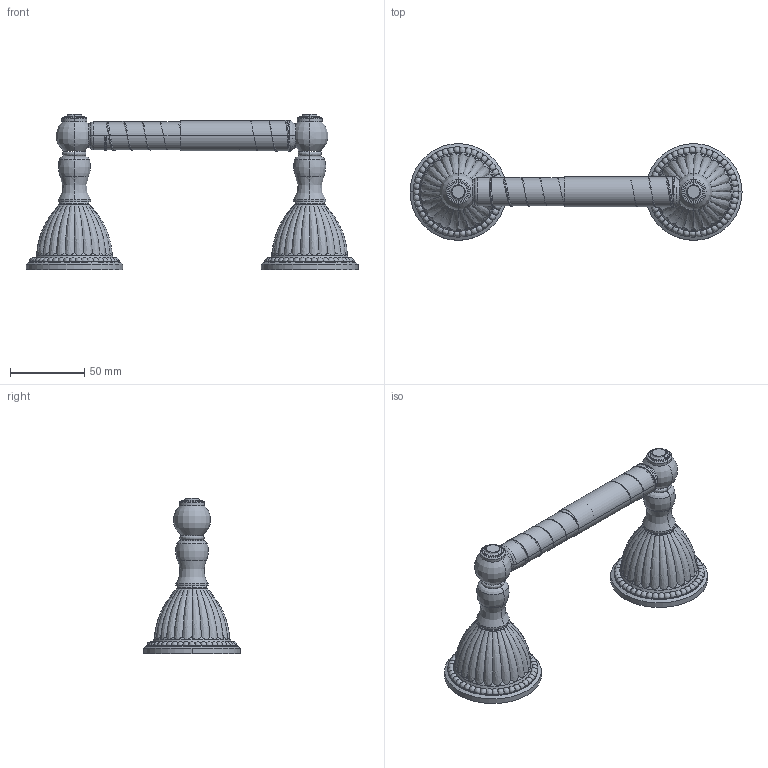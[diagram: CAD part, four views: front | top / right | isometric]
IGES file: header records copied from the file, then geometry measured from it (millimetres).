
Start section:  PTC IGES file: 22-28.igs
Global section: file name: 22-28.igs; native system: Pro/ENGINEER by Parametric Technology Corporation; preprocessor: 2009300; author: ramkumar; organization: Unknown; date: 20100820.103701; units: inch
Bounding box: 224.03 x 65.28 x 105.05 mm (x, y, z)
Surface area: 51841.9 mm2 (no closed solid volume)
Topology: 0 solids, 18 shells, 395 faces, 1250 edges, 688 vertices
Faces by surface type: revolution 270, bspline 125
